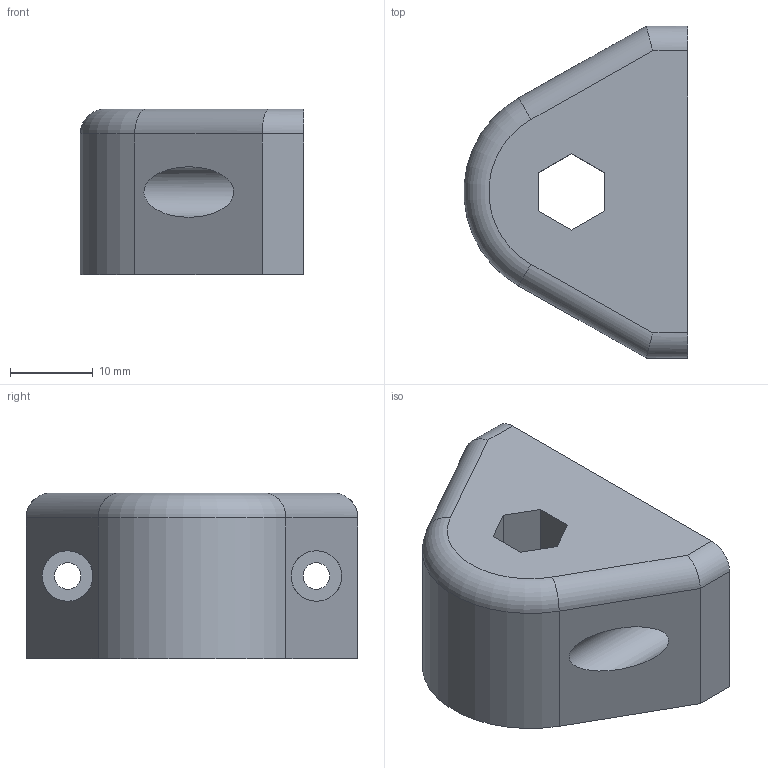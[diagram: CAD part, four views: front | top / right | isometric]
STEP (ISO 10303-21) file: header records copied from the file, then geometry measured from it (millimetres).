
FILE_DESCRIPTION(('FreeCAD Model'),'2;1');
FILE_NAME('Open CASCADE Shape Model','2025-08-23T10:52:35',(''),(''), 'Open CASCADE STEP processor 7.9','FreeCAD','Unknown');
FILE_SCHEMA(('AUTOMOTIVE_DESIGN { 1 0 10303 214 1 1 1 1 }'));
Length unit declared in the file: millimetre
Products named in the file (1): ZRodHolderLeftFront
Bounding box: 26.96 x 40 x 20 mm (x, y, z)
Volume: 13822.8 mm3; surface area: 4546 mm2
Topology: 1 solids, 1 shells, 31 faces, 71 edges, 44 vertices
Faces by surface type: plane 21, cylinder 9, torus 1
Full cylindrical faces by diameter (mm): 3.2 x2, 6.1 x2
Entity records: 896 total; most frequent: DIRECTION 152, CARTESIAN_POINT 147, ORIENTED_EDGE 142, EDGE_CURVE 71, LINE 54, VECTOR 54, AXIS2_PLACEMENT_3D 49, VERTEX_POINT 44
